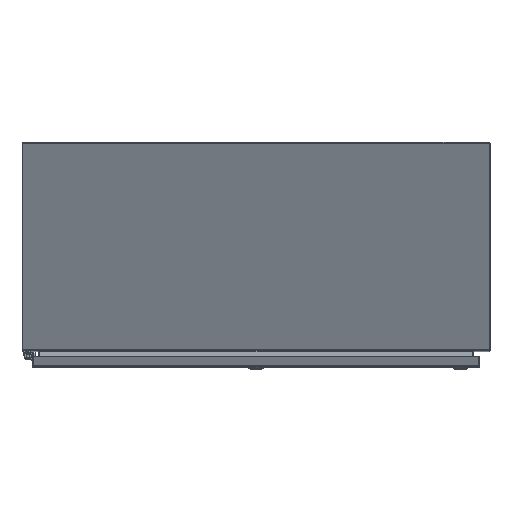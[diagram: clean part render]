
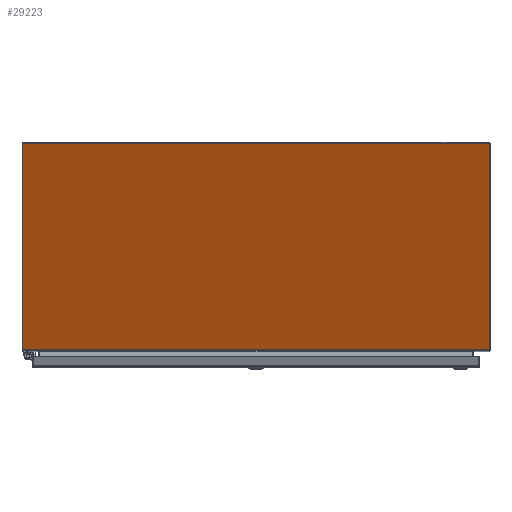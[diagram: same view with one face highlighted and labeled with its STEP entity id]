
A CAD part, top view. The second image highlights one B-rep face of the part: STEP entity #29223.
In plain terms, the highlighted planar face has unit normal (0, -0.423, 0.906).
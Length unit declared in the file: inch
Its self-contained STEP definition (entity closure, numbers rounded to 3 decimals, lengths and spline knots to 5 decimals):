
#46 = EDGE_CURVE ( 'NONE', #64815, #93902, #19093, .T. ) ;
#1221 = VECTOR ( 'NONE', #24437, 39.37008 ) ;
#1226 = VECTOR ( 'NONE', #1587, 39.37008 ) ;
#1587 = DIRECTION ( 'NONE',  ( 0., -0.906, -0.423 ) ) ;
#3316 = CARTESIAN_POINT ( 'NONE',  ( -17.892, -0.101, 27.68877 ) ) ;
#6745 = DIRECTION ( 'NONE',  ( 0.221, 0.884, 0.412 ) ) ;
#9736 = LINE ( 'NONE', #94431, #74979 ) ;
#13370 = FACE_OUTER_BOUND ( 'NONE', #28970, .T. ) ;
#16032 = AXIS2_PLACEMENT_3D ( 'NONE', #3316, #95048, #33955 ) ;
#17023 = ORIENTED_EDGE ( 'NONE', *, *, #79932, .T. ) ;
#17374 = CARTESIAN_POINT ( 'NONE',  ( -17.892, -0.101, 27.68877 ) ) ;
#17739 = ORIENTED_EDGE ( 'NONE', *, *, #34487, .T. ) ;
#19093 = LINE ( 'NONE', #62693, #1226 ) ;
#22115 = VECTOR ( 'NONE', #30445, 39.37008 ) ;
#24437 = DIRECTION ( 'NONE',  ( -1., 0., 0. ) ) ;
#28970 = EDGE_LOOP ( 'NONE', ( #53108, #32170, #74193, #17739, #17023, #58809 ) ) ;
#29223 = ADVANCED_FACE ( 'NONE', ( #13370 ), #88984, .T. ) ;
#30353 = CARTESIAN_POINT ( 'NONE',  ( 17.92608, -15.93764, 20.30403 ) ) ;
#30445 = DIRECTION ( 'NONE',  ( 0.221, -0.884, -0.412 ) ) ;
#32170 = ORIENTED_EDGE ( 'NONE', *, *, #88612, .T. ) ;
#32915 = VERTEX_POINT ( 'NONE', #35510 ) ;
#33955 = DIRECTION ( 'NONE',  ( 0., -0.906, -0.423 ) ) ;
#34487 = EDGE_CURVE ( 'NONE', #62657, #32915, #45441, .T. ) ;
#35510 = CARTESIAN_POINT ( 'NONE',  ( 17.964, -15.78568, 20.37489 ) ) ;
#45441 = LINE ( 'NONE', #30353, #73280 ) ;
#50420 = CARTESIAN_POINT ( 'NONE',  ( -17.85408, -15.93764, 20.30403 ) ) ;
#50579 = EDGE_CURVE ( 'NONE', #70411, #64815, #61065, .T. ) ;
#53028 = LINE ( 'NONE', #83541, #22115 ) ;
#53108 = ORIENTED_EDGE ( 'NONE', *, *, #46, .T. ) ;
#55333 = EDGE_CURVE ( 'NONE', #68236, #62657, #71718, .T. ) ;
#56205 = CARTESIAN_POINT ( 'NONE',  ( -17.892, -15.93764, 20.30403 ) ) ;
#56356 = DIRECTION ( 'NONE',  ( 0., 0.906, 0.423 ) ) ;
#57950 = CARTESIAN_POINT ( 'NONE',  ( 17.964, -0.101, 27.68877 ) ) ;
#58809 = ORIENTED_EDGE ( 'NONE', *, *, #50579, .T. ) ;
#59741 = VECTOR ( 'NONE', #86741, 39.37008 ) ;
#61065 = LINE ( 'NONE', #91588, #1221 ) ;
#62657 = VERTEX_POINT ( 'NONE', #98924 ) ;
#62693 = CARTESIAN_POINT ( 'NONE',  ( -17.892, -0.101, 27.68877 ) ) ;
#64815 = VERTEX_POINT ( 'NONE', #17374 ) ;
#68236 = VERTEX_POINT ( 'NONE', #50420 ) ;
#70411 = VERTEX_POINT ( 'NONE', #57950 ) ;
#71718 = LINE ( 'NONE', #56205, #59741 ) ;
#73280 = VECTOR ( 'NONE', #6745, 39.37008 ) ;
#74193 = ORIENTED_EDGE ( 'NONE', *, *, #55333, .T. ) ;
#74979 = VECTOR ( 'NONE', #56356, 39.37008 ) ;
#79932 = EDGE_CURVE ( 'NONE', #32915, #70411, #9736, .T. ) ;
#83541 = CARTESIAN_POINT ( 'NONE',  ( -17.892, -15.78568, 20.37489 ) ) ;
#86741 = DIRECTION ( 'NONE',  ( 1., 0., 0. ) ) ;
#88612 = EDGE_CURVE ( 'NONE', #93902, #68236, #53028, .T. ) ;
#88984 = PLANE ( 'NONE',  #16032 ) ;
#91588 = CARTESIAN_POINT ( 'NONE',  ( -17.892, -0.101, 27.68877 ) ) ;
#93902 = VERTEX_POINT ( 'NONE', #97826 ) ;
#94431 = CARTESIAN_POINT ( 'NONE',  ( 17.964, -0.101, 27.68877 ) ) ;
#95048 = DIRECTION ( 'NONE',  ( 0., -0.423, 0.906 ) ) ;
#97826 = CARTESIAN_POINT ( 'NONE',  ( -17.892, -15.78568, 20.37489 ) ) ;
#98924 = CARTESIAN_POINT ( 'NONE',  ( 17.92608, -15.93764, 20.30403 ) ) ;
